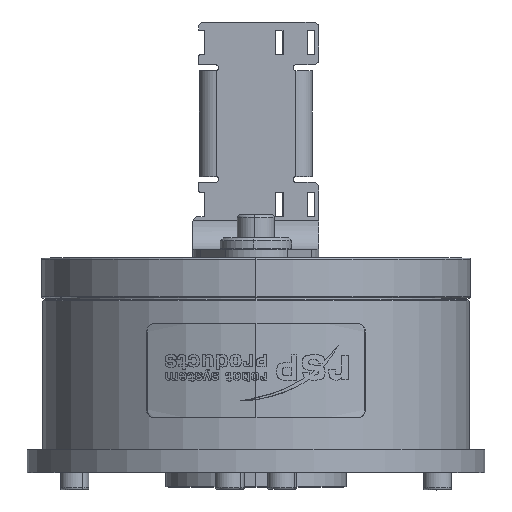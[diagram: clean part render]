
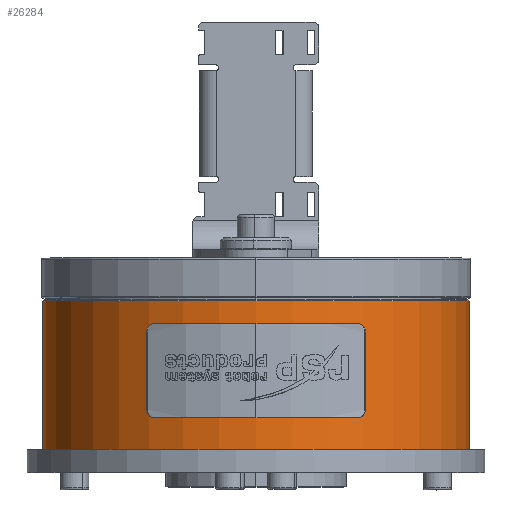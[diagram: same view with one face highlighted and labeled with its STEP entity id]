
A CAD part, top view. The second image highlights one B-rep face of the part: STEP entity #26284.
In plain terms, the highlighted cylindrical face has radius 74.5 mm (diameter 149 mm), a partial arc.
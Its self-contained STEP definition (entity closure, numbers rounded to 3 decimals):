
#341 = CIRCLE ( 'NONE', #16553, 74.5 ) ;
#3639 = ORIENTED_EDGE ( 'NONE', *, *, #56591, .T. ) ;
#5145 = DIRECTION ( 'NONE',  ( 0., -1., 0. ) ) ;
#6164 = DIRECTION ( 'NONE',  ( 0., -1., 0. ) ) ;
#6290 = DIRECTION ( 'NONE',  ( 0., -1., 0. ) ) ;
#7062 = VERTEX_POINT ( 'NONE', #47960 ) ;
#7211 = CARTESIAN_POINT ( 'NONE',  ( 74.5, 13., 0. ) ) ;
#9725 = AXIS2_PLACEMENT_3D ( 'NONE', #34581, #6164, #15433 ) ;
#9892 = VERTEX_POINT ( 'NONE', #58619 ) ;
#10348 = ORIENTED_EDGE ( 'NONE', *, *, #22911, .F. ) ;
#15433 = DIRECTION ( 'NONE',  ( -1., 0., 0. ) ) ;
#16037 = VECTOR ( 'NONE', #6290, 1000. ) ;
#16553 = AXIS2_PLACEMENT_3D ( 'NONE', #20985, #49324, #21299 ) ;
#17146 = EDGE_LOOP ( 'NONE', ( #44415, #3639, #54985, #10348 ) ) ;
#20289 = FACE_OUTER_BOUND ( 'NONE', #17146, .T. ) ;
#20985 = CARTESIAN_POINT ( 'NONE',  ( 0., 65., 0. ) ) ;
#21299 = DIRECTION ( 'NONE',  ( 1., 0., 0. ) ) ;
#22031 = VERTEX_POINT ( 'NONE', #37428 ) ;
#22332 = VECTOR ( 'NONE', #5145, 1000. ) ;
#22911 = EDGE_CURVE ( 'NONE', #37911, #22031, #23017, .T. ) ;
#23017 = CIRCLE ( 'NONE', #9725, 74.5 ) ;
#25088 = CYLINDRICAL_SURFACE ( 'NONE', #60078, 74.5 ) ;
#26031 = CARTESIAN_POINT ( 'NONE',  ( 0., 65.5, 0. ) ) ;
#26284 = ADVANCED_FACE ( 'NONE', ( #20289 ), #25088, .T. ) ;
#34581 = CARTESIAN_POINT ( 'NONE',  ( 0., 13., 0. ) ) ;
#35237 = DIRECTION ( 'NONE',  ( 0., -1., 0. ) ) ;
#37428 = CARTESIAN_POINT ( 'NONE',  ( -74.5, 13., 0. ) ) ;
#37911 = VERTEX_POINT ( 'NONE', #7211 ) ;
#37934 = EDGE_CURVE ( 'NONE', #9892, #37911, #51213, .T. ) ;
#40744 = CARTESIAN_POINT ( 'NONE',  ( 74.5, 65.5, 0. ) ) ;
#44054 = LINE ( 'NONE', #53639, #22332 ) ;
#44415 = ORIENTED_EDGE ( 'NONE', *, *, #37934, .F. ) ;
#47960 = CARTESIAN_POINT ( 'NONE',  ( -74.5, 65., 0. ) ) ;
#49324 = DIRECTION ( 'NONE',  ( 0., -1., 0. ) ) ;
#50502 = DIRECTION ( 'NONE',  ( -1., 0., 0. ) ) ;
#51213 = LINE ( 'NONE', #40744, #16037 ) ;
#53060 = EDGE_CURVE ( 'NONE', #7062, #22031, #44054, .T. ) ;
#53639 = CARTESIAN_POINT ( 'NONE',  ( -74.5, 65.5, 0. ) ) ;
#54985 = ORIENTED_EDGE ( 'NONE', *, *, #53060, .T. ) ;
#56591 = EDGE_CURVE ( 'NONE', #9892, #7062, #341, .T. ) ;
#58619 = CARTESIAN_POINT ( 'NONE',  ( 74.5, 65., 0. ) ) ;
#60078 = AXIS2_PLACEMENT_3D ( 'NONE', #26031, #35237, #50502 ) ;
